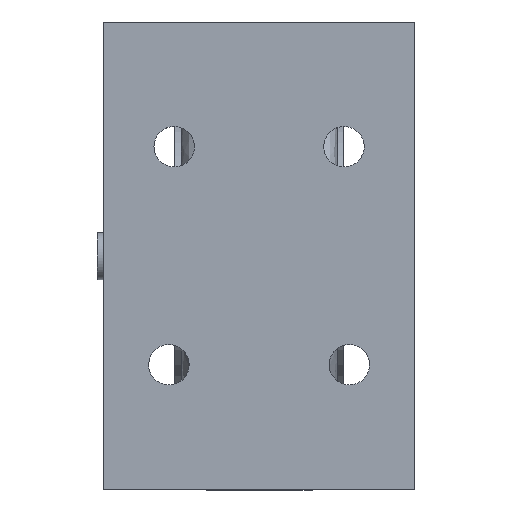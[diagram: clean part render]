
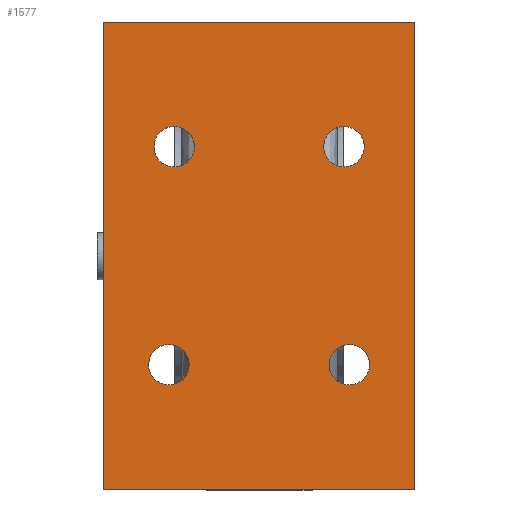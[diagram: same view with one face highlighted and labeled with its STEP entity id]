
A CAD part, top view. The second image highlights one B-rep face of the part: STEP entity #1577.
In plain terms, the highlighted free-form (B-spline) face has degree [1, 1] with [2, 2] control points.
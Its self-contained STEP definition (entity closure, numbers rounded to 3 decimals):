
#1120 = VERTEX_POINT('',#1121);
#1121 = CARTESIAN_POINT('',(48.164,0.,192.656));
#1144 = VERTEX_POINT('',#1145);
#1145 = CARTESIAN_POINT('',(48.164,144.492,
    192.656));
#1150 = EDGE_CURVE('',#1120,#1144,#1151,.T.);
#1151 = B_SPLINE_CURVE_WITH_KNOTS('',1,(#1152,#1153),.UNSPECIFIED.,.F.,
  .F.,(2,2),(-75.,75.),.PIECEWISE_BEZIER_KNOTS.);
#1152 = CARTESIAN_POINT('',(48.164,0.,192.656));
#1153 = CARTESIAN_POINT('',(48.164,144.492,
    192.656));
#1166 = VERTEX_POINT('',#1167);
#1167 = CARTESIAN_POINT('',(-48.164,144.492,
    192.656));
#1206 = VERTEX_POINT('',#1207);
#1207 = CARTESIAN_POINT('',(-48.164,0.,192.656));
#1212 = EDGE_CURVE('',#1166,#1206,#1213,.T.);
#1213 = B_SPLINE_CURVE_WITH_KNOTS('',1,(#1214,#1215),.UNSPECIFIED.,.F.,
  .F.,(2,2),(-75.,75.),.PIECEWISE_BEZIER_KNOTS.);
#1214 = CARTESIAN_POINT('',(-48.164,144.492,
    192.656));
#1215 = CARTESIAN_POINT('',(-48.164,0.,192.656));
#1289 = VERTEX_POINT('',#1290);
#1290 = CARTESIAN_POINT('',(34.158,38.531,
    192.656));
#1295 = EDGE_CURVE('',#1296,#1289,#1298,.T.);
#1296 = VERTEX_POINT('',#1297);
#1297 = CARTESIAN_POINT('',(21.636,38.531,
    192.656));
#1298 = ( BOUNDED_CURVE() B_SPLINE_CURVE(2,(#1299,#1300,#1301,#1302,
#1303),.UNSPECIFIED.,.F.,.F.) B_SPLINE_CURVE_WITH_KNOTS((3,2,3),(
    3.142,4.712,6.283),
.PIECEWISE_BEZIER_KNOTS.) CURVE() GEOMETRIC_REPRESENTATION_ITEM() 
RATIONAL_B_SPLINE_CURVE((1.,0.707,1.,0.707,1.)) 
REPRESENTATION_ITEM('') );
#1299 = CARTESIAN_POINT('',(21.636,38.531,
    192.656));
#1300 = CARTESIAN_POINT('',(21.636,32.27,
    192.656));
#1301 = CARTESIAN_POINT('',(27.897,32.27,
    192.656));
#1302 = CARTESIAN_POINT('',(34.158,32.27,
    192.656));
#1303 = CARTESIAN_POINT('',(34.158,38.531,
    192.656));
#1326 = EDGE_CURVE('',#1289,#1296,#1327,.T.);
#1327 = ( BOUNDED_CURVE() B_SPLINE_CURVE(2,(#1328,#1329,#1330,#1331,
#1332),.UNSPECIFIED.,.F.,.F.) B_SPLINE_CURVE_WITH_KNOTS((3,2,3),(0.,
1.571,3.142),.PIECEWISE_BEZIER_KNOTS.) CURVE() 
GEOMETRIC_REPRESENTATION_ITEM() RATIONAL_B_SPLINE_CURVE((1.,
0.707,1.,0.707,1.)) REPRESENTATION_ITEM('') );
#1328 = CARTESIAN_POINT('',(34.158,38.531,
    192.656));
#1329 = CARTESIAN_POINT('',(34.158,44.793,
    192.656));
#1330 = CARTESIAN_POINT('',(27.897,44.793,
    192.656));
#1331 = CARTESIAN_POINT('',(21.636,44.793,
    192.656));
#1332 = CARTESIAN_POINT('',(21.636,38.531,
    192.656));
#1351 = VERTEX_POINT('',#1352);
#1352 = CARTESIAN_POINT('',(32.511,105.941,
    192.656));
#1357 = EDGE_CURVE('',#1358,#1351,#1360,.T.);
#1358 = VERTEX_POINT('',#1359);
#1359 = CARTESIAN_POINT('',(19.989,105.941,
    192.656));
#1360 = ( BOUNDED_CURVE() B_SPLINE_CURVE(2,(#1361,#1362,#1363,#1364,
#1365),.UNSPECIFIED.,.F.,.F.) B_SPLINE_CURVE_WITH_KNOTS((3,2,3),(
    3.142,4.712,6.283),
.PIECEWISE_BEZIER_KNOTS.) CURVE() GEOMETRIC_REPRESENTATION_ITEM() 
RATIONAL_B_SPLINE_CURVE((1.,0.707,1.,0.707,1.)) 
REPRESENTATION_ITEM('') );
#1361 = CARTESIAN_POINT('',(19.989,105.941,
    192.656));
#1362 = CARTESIAN_POINT('',(19.989,99.679,
    192.656));
#1363 = CARTESIAN_POINT('',(26.25,99.679,
    192.656));
#1364 = CARTESIAN_POINT('',(32.511,99.679,
    192.656));
#1365 = CARTESIAN_POINT('',(32.511,105.941,
    192.656));
#1388 = EDGE_CURVE('',#1351,#1358,#1389,.T.);
#1389 = ( BOUNDED_CURVE() B_SPLINE_CURVE(2,(#1390,#1391,#1392,#1393,
#1394),.UNSPECIFIED.,.F.,.F.) B_SPLINE_CURVE_WITH_KNOTS((3,2,3),(0.,
1.571,3.142),.PIECEWISE_BEZIER_KNOTS.) CURVE() 
GEOMETRIC_REPRESENTATION_ITEM() RATIONAL_B_SPLINE_CURVE((1.,
0.707,1.,0.707,1.)) REPRESENTATION_ITEM('') );
#1390 = CARTESIAN_POINT('',(32.511,105.941,
    192.656));
#1391 = CARTESIAN_POINT('',(32.511,112.202,
    192.656));
#1392 = CARTESIAN_POINT('',(26.25,112.202,
    192.656));
#1393 = CARTESIAN_POINT('',(19.989,112.202,
    192.656));
#1394 = CARTESIAN_POINT('',(19.989,105.941,
    192.656));
#1413 = VERTEX_POINT('',#1414);
#1414 = CARTESIAN_POINT('',(-34.158,38.531,
    192.656));
#1419 = EDGE_CURVE('',#1420,#1413,#1422,.T.);
#1420 = VERTEX_POINT('',#1421);
#1421 = CARTESIAN_POINT('',(-21.636,38.531,
    192.656));
#1422 = ( BOUNDED_CURVE() B_SPLINE_CURVE(2,(#1423,#1424,#1425,#1426,
#1427),.UNSPECIFIED.,.F.,.F.) B_SPLINE_CURVE_WITH_KNOTS((3,2,3),(0.,
1.571,3.142),.PIECEWISE_BEZIER_KNOTS.) CURVE() 
GEOMETRIC_REPRESENTATION_ITEM() RATIONAL_B_SPLINE_CURVE((1.,
0.707,1.,0.707,1.)) REPRESENTATION_ITEM('') );
#1423 = CARTESIAN_POINT('',(-21.636,38.531,
    192.656));
#1424 = CARTESIAN_POINT('',(-21.636,44.793,
    192.656));
#1425 = CARTESIAN_POINT('',(-27.897,44.793,
    192.656));
#1426 = CARTESIAN_POINT('',(-34.158,44.793,
    192.656));
#1427 = CARTESIAN_POINT('',(-34.158,38.531,
    192.656));
#1450 = EDGE_CURVE('',#1413,#1420,#1451,.T.);
#1451 = ( BOUNDED_CURVE() B_SPLINE_CURVE(2,(#1452,#1453,#1454,#1455,
#1456),.UNSPECIFIED.,.F.,.F.) B_SPLINE_CURVE_WITH_KNOTS((3,2,3),(
    3.142,4.712,6.283),
.PIECEWISE_BEZIER_KNOTS.) CURVE() GEOMETRIC_REPRESENTATION_ITEM() 
RATIONAL_B_SPLINE_CURVE((1.,0.707,1.,0.707,1.)) 
REPRESENTATION_ITEM('') );
#1452 = CARTESIAN_POINT('',(-34.158,38.531,
    192.656));
#1453 = CARTESIAN_POINT('',(-34.158,32.27,
    192.656));
#1454 = CARTESIAN_POINT('',(-27.897,32.27,
    192.656));
#1455 = CARTESIAN_POINT('',(-21.636,32.27,
    192.656));
#1456 = CARTESIAN_POINT('',(-21.636,38.531,
    192.656));
#1475 = VERTEX_POINT('',#1476);
#1476 = CARTESIAN_POINT('',(-32.511,105.941,
    192.656));
#1481 = EDGE_CURVE('',#1482,#1475,#1484,.T.);
#1482 = VERTEX_POINT('',#1483);
#1483 = CARTESIAN_POINT('',(-19.989,105.941,
    192.656));
#1484 = ( BOUNDED_CURVE() B_SPLINE_CURVE(2,(#1485,#1486,#1487,#1488,
#1489),.UNSPECIFIED.,.F.,.F.) B_SPLINE_CURVE_WITH_KNOTS((3,2,3),(0.,
1.571,3.142),.PIECEWISE_BEZIER_KNOTS.) CURVE() 
GEOMETRIC_REPRESENTATION_ITEM() RATIONAL_B_SPLINE_CURVE((1.,
0.707,1.,0.707,1.)) REPRESENTATION_ITEM('') );
#1485 = CARTESIAN_POINT('',(-19.989,105.941,
    192.656));
#1486 = CARTESIAN_POINT('',(-19.989,112.202,
    192.656));
#1487 = CARTESIAN_POINT('',(-26.25,112.202,
    192.656));
#1488 = CARTESIAN_POINT('',(-32.511,112.202,
    192.656));
#1489 = CARTESIAN_POINT('',(-32.511,105.941,
    192.656));
#1512 = EDGE_CURVE('',#1475,#1482,#1513,.T.);
#1513 = ( BOUNDED_CURVE() B_SPLINE_CURVE(2,(#1514,#1515,#1516,#1517,
#1518),.UNSPECIFIED.,.F.,.F.) B_SPLINE_CURVE_WITH_KNOTS((3,2,3),(
    3.142,4.712,6.283),
.PIECEWISE_BEZIER_KNOTS.) CURVE() GEOMETRIC_REPRESENTATION_ITEM() 
RATIONAL_B_SPLINE_CURVE((1.,0.707,1.,0.707,1.)) 
REPRESENTATION_ITEM('') );
#1514 = CARTESIAN_POINT('',(-32.511,105.941,
    192.656));
#1515 = CARTESIAN_POINT('',(-32.511,99.679,
    192.656));
#1516 = CARTESIAN_POINT('',(-26.25,99.679,
    192.656));
#1517 = CARTESIAN_POINT('',(-19.989,99.679,
    192.656));
#1518 = CARTESIAN_POINT('',(-19.989,105.941,
    192.656));
#1577 = ADVANCED_FACE('',(#1578,#1592,#1596,#1600,#1604),#1608,.T.);
#1578 = FACE_BOUND('',#1579,.T.);
#1579 = EDGE_LOOP('',(#1580,#1581,#1586,#1587));
#1580 = ORIENTED_EDGE('',*,*,#1150,.T.);
#1581 = ORIENTED_EDGE('',*,*,#1582,.F.);
#1582 = EDGE_CURVE('',#1166,#1144,#1583,.T.);
#1583 = B_SPLINE_CURVE_WITH_KNOTS('',1,(#1584,#1585),.UNSPECIFIED.,.F.,
  .F.,(2,2),(-50.,50.),.PIECEWISE_BEZIER_KNOTS.);
#1584 = CARTESIAN_POINT('',(-48.164,144.492,
    192.656));
#1585 = CARTESIAN_POINT('',(48.164,144.492,
    192.656));
#1586 = ORIENTED_EDGE('',*,*,#1212,.T.);
#1587 = ORIENTED_EDGE('',*,*,#1588,.F.);
#1588 = EDGE_CURVE('',#1120,#1206,#1589,.T.);
#1589 = B_SPLINE_CURVE_WITH_KNOTS('',1,(#1590,#1591),.UNSPECIFIED.,.F.,
  .F.,(2,2),(-50.,50.),.PIECEWISE_BEZIER_KNOTS.);
#1590 = CARTESIAN_POINT('',(48.164,0.,192.656));
#1591 = CARTESIAN_POINT('',(-48.164,0.,192.656));
#1592 = FACE_BOUND('',#1593,.T.);
#1593 = EDGE_LOOP('',(#1594,#1595));
#1594 = ORIENTED_EDGE('',*,*,#1295,.F.);
#1595 = ORIENTED_EDGE('',*,*,#1326,.F.);
#1596 = FACE_BOUND('',#1597,.T.);
#1597 = EDGE_LOOP('',(#1598,#1599));
#1598 = ORIENTED_EDGE('',*,*,#1357,.F.);
#1599 = ORIENTED_EDGE('',*,*,#1388,.F.);
#1600 = FACE_BOUND('',#1601,.T.);
#1601 = EDGE_LOOP('',(#1602,#1603));
#1602 = ORIENTED_EDGE('',*,*,#1419,.F.);
#1603 = ORIENTED_EDGE('',*,*,#1450,.F.);
#1604 = FACE_BOUND('',#1605,.T.);
#1605 = EDGE_LOOP('',(#1606,#1607));
#1606 = ORIENTED_EDGE('',*,*,#1481,.F.);
#1607 = ORIENTED_EDGE('',*,*,#1512,.F.);
#1608 = B_SPLINE_SURFACE_WITH_KNOTS('',1,1,(
    (#1609,#1610)
    ,(#1611,#1612
    )),.UNSPECIFIED.,.F.,.F.,.F.,(2,2),(2,2),(-50.,50.),(-150.,0.),
  .PIECEWISE_BEZIER_KNOTS.);
#1609 = CARTESIAN_POINT('',(48.164,144.492,
    192.656));
#1610 = CARTESIAN_POINT('',(48.164,0.,192.656));
#1611 = CARTESIAN_POINT('',(-48.164,144.492,
    192.656));
#1612 = CARTESIAN_POINT('',(-48.164,0.,192.656));
